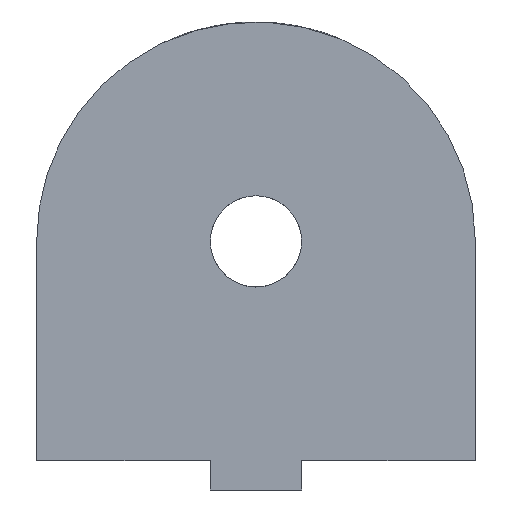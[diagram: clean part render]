
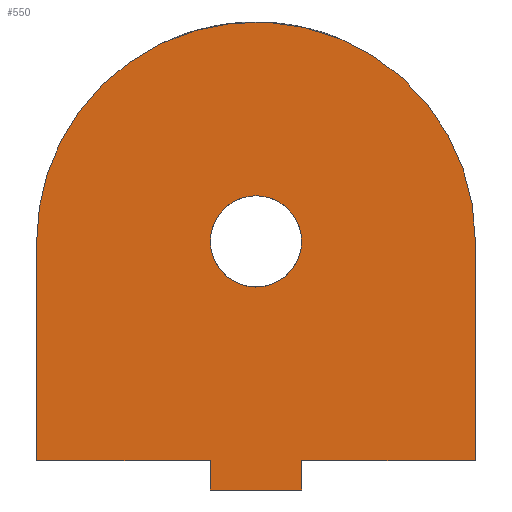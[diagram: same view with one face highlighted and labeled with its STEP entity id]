
A CAD part, front view. The second image highlights one B-rep face of the part: STEP entity #550.
In plain terms, the highlighted planar face has unit normal (0, -1, 0).
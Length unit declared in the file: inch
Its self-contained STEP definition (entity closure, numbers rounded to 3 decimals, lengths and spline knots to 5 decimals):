
#201=CARTESIAN_POINT('',(0.156,-0.72,0.75));
#202=VERTEX_POINT('',#201);
#240=CARTESIAN_POINT('',(-0.156,-0.72,0.75));
#241=VERTEX_POINT('',#240);
#248=CARTESIAN_POINT('',(0.0,-0.72,0.75));
#249=DIRECTION('',(0.0,-1.0,0.0));
#250=DIRECTION('',(1.0,0.0,0.0));
#251=AXIS2_PLACEMENT_3D('',#248,#249,#250);
#252=CIRCLE('',#251,0.156);
#253=EDGE_CURVE('',#241,#202,#252,.T.);
#400=CARTESIAN_POINT('',(-0.53033,-0.72,1.28033));
#401=VERTEX_POINT('',#400);
#410=CARTESIAN_POINT('',(0.75,-0.72,0.75));
#411=VERTEX_POINT('',#410);
#412=CARTESIAN_POINT('',(0.0,-0.72,0.75));
#413=DIRECTION('',(0.,1.0,0.));
#414=DIRECTION('',(-0.707,0.,0.707));
#415=AXIS2_PLACEMENT_3D('',#412,#413,#414);
#416=CIRCLE('',#415,0.75);
#417=EDGE_CURVE('',#401,#411,#416,.T.);
#469=CARTESIAN_POINT('',(0.8,-0.72,-0.1));
#470=DIRECTION('',(0.0,1.0,0.0));
#471=DIRECTION('',(0.0,0.0,1.0));
#472=AXIS2_PLACEMENT_3D('',#469,#470,#471);
#473=PLANE('',#472);
#474=CARTESIAN_POINT('',(-0.156,-0.72,-0.1));
#475=VERTEX_POINT('',#474);
#476=CARTESIAN_POINT('',(-0.156,-0.72,0.));
#477=VERTEX_POINT('',#476);
#478=CARTESIAN_POINT('',(-0.156,-0.72,-0.1));
#479=DIRECTION('',(0.0,0.0,1.0));
#480=VECTOR('',#479,0.1);
#481=LINE('',#478,#480);
#482=EDGE_CURVE('',#475,#477,#481,.T.);
#483=ORIENTED_EDGE('',*,*,#482,.F.);
#484=CARTESIAN_POINT('',(0.156,-0.72,-0.1));
#485=VERTEX_POINT('',#484);
#486=CARTESIAN_POINT('',(0.156,-0.72,-0.1));
#487=DIRECTION('',(-1.0,0.0,0.0));
#488=VECTOR('',#487,0.312);
#489=LINE('',#486,#488);
#490=EDGE_CURVE('',#485,#475,#489,.T.);
#491=ORIENTED_EDGE('',*,*,#490,.F.);
#492=CARTESIAN_POINT('',(0.156,-0.72,0.));
#493=VERTEX_POINT('',#492);
#494=CARTESIAN_POINT('',(0.156,-0.72,0.));
#495=DIRECTION('',(0.0,0.0,-1.0));
#496=VECTOR('',#495,0.1);
#497=LINE('',#494,#496);
#498=EDGE_CURVE('',#493,#485,#497,.T.);
#499=ORIENTED_EDGE('',*,*,#498,.F.);
#500=CARTESIAN_POINT('',(0.75,-0.72,0.));
#501=VERTEX_POINT('',#500);
#502=CARTESIAN_POINT('',(0.75,-0.72,0.));
#503=DIRECTION('',(-1.0,0.0,0.0));
#504=VECTOR('',#503,0.594);
#505=LINE('',#502,#504);
#506=EDGE_CURVE('',#501,#493,#505,.T.);
#507=ORIENTED_EDGE('',*,*,#506,.F.);
#508=CARTESIAN_POINT('',(0.75,-0.72,0.75));
#509=DIRECTION('',(0.0,0.0,-1.0));
#510=VECTOR('',#509,0.75);
#511=LINE('',#508,#510);
#512=EDGE_CURVE('',#411,#501,#511,.T.);
#513=ORIENTED_EDGE('',*,*,#512,.F.);
#514=ORIENTED_EDGE('',*,*,#417,.F.);
#515=CARTESIAN_POINT('',(-0.75,-0.72,0.75));
#516=VERTEX_POINT('',#515);
#517=CARTESIAN_POINT('',(0.0,-0.72,0.75));
#518=DIRECTION('',(0.,1.0,0.));
#519=DIRECTION('',(-0.707,0.,0.707));
#520=AXIS2_PLACEMENT_3D('',#517,#518,#519);
#521=CIRCLE('',#520,0.75);
#522=EDGE_CURVE('',#516,#401,#521,.T.);
#523=ORIENTED_EDGE('',*,*,#522,.F.);
#524=CARTESIAN_POINT('',(-0.75,-0.72,0.));
#525=VERTEX_POINT('',#524);
#526=CARTESIAN_POINT('',(-0.75,-0.72,0.));
#527=DIRECTION('',(0.0,0.0,1.0));
#528=VECTOR('',#527,0.75);
#529=LINE('',#526,#528);
#530=EDGE_CURVE('',#525,#516,#529,.T.);
#531=ORIENTED_EDGE('',*,*,#530,.F.);
#532=CARTESIAN_POINT('',(-0.156,-0.72,0.));
#533=DIRECTION('',(-1.0,0.0,0.0));
#534=VECTOR('',#533,0.594);
#535=LINE('',#532,#534);
#536=EDGE_CURVE('',#477,#525,#535,.T.);
#537=ORIENTED_EDGE('',*,*,#536,.F.);
#538=EDGE_LOOP('',(#483,#491,#499,#507,#513,#514,#523,#531,#537));
#539=FACE_OUTER_BOUND('',#538,.T.);
#540=ORIENTED_EDGE('',*,*,#253,.F.);
#541=CARTESIAN_POINT('',(0.0,-0.72,0.75));
#542=DIRECTION('',(0.0,-1.0,0.0));
#543=DIRECTION('',(1.0,0.0,0.0));
#544=AXIS2_PLACEMENT_3D('',#541,#542,#543);
#545=CIRCLE('',#544,0.156);
#546=EDGE_CURVE('',#202,#241,#545,.T.);
#547=ORIENTED_EDGE('',*,*,#546,.F.);
#548=EDGE_LOOP('',(#540,#547));
#549=FACE_BOUND('',#548,.T.);
#550=ADVANCED_FACE('',(#539,#549),#473,.F.);
